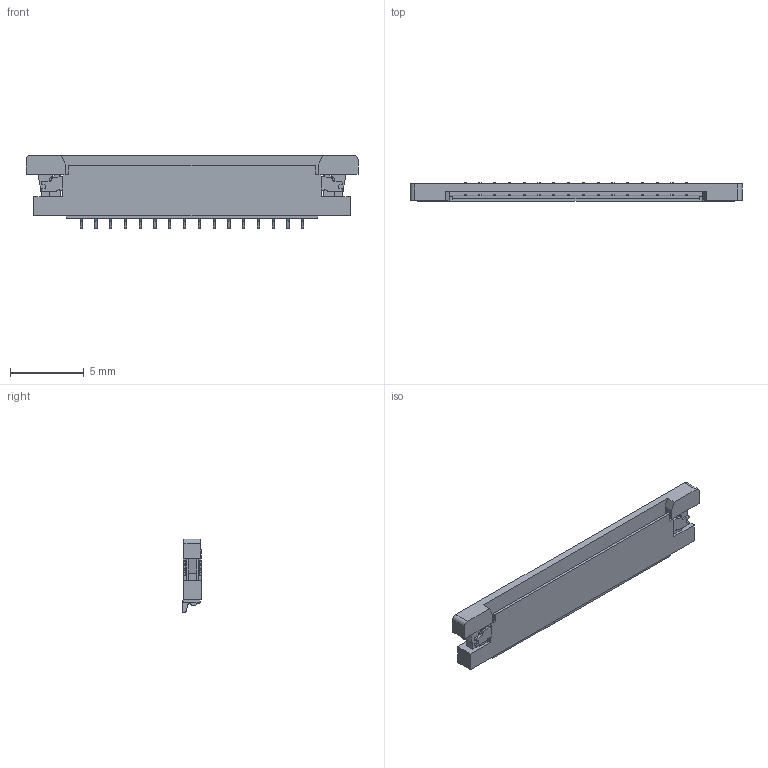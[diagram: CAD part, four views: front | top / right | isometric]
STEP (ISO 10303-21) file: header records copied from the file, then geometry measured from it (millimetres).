
FILE_DESCRIPTION(('CoCreate Modeling STEP Export'),'2;1');
FILE_NAME('FP1019-16XXX.stp','2021-11-09T16:43:30',(''),(''),'CoCreate Modeling STEP processor for AP214 (Solid Model)','CoCreate Modeling 16.00 13-May-2008 (C) Parametric Technology GmbH','');
FILE_SCHEMA(('AUTOMOTIVE_DESIGN { 1 0 10303 214 1 1 1 1 }'));
Length unit declared in the file: millimetre
Products named in the file (3): FP1019H-16XXX; FP1019H-16; FP1019-16XXX
Assembly tree (2 placements, depth 2):
  FP1019-16XXX
    FP1019H-16
    FP1019H-16XXX
Bounding box: 22.46 x 1.27 x 4.98 mm (x, y, z)
Surface area: 403.1 mm2 (no closed solid volume)
Topology: 0 solids, 1 shells, 604 faces, 1957 edges, 1388 vertices
Faces by surface type: plane 408, cylinder 188, extrusion 8
Entity records: 21147 total; most frequent: CARTESIAN_POINT 3870, ORIENTED_EDGE 3762, DIRECTION 3320, EDGE_CURVE 1890, VECTOR 1502, LINE 1494, VERTEX_POINT 1247, AXIS2_PLACEMENT_3D 909
